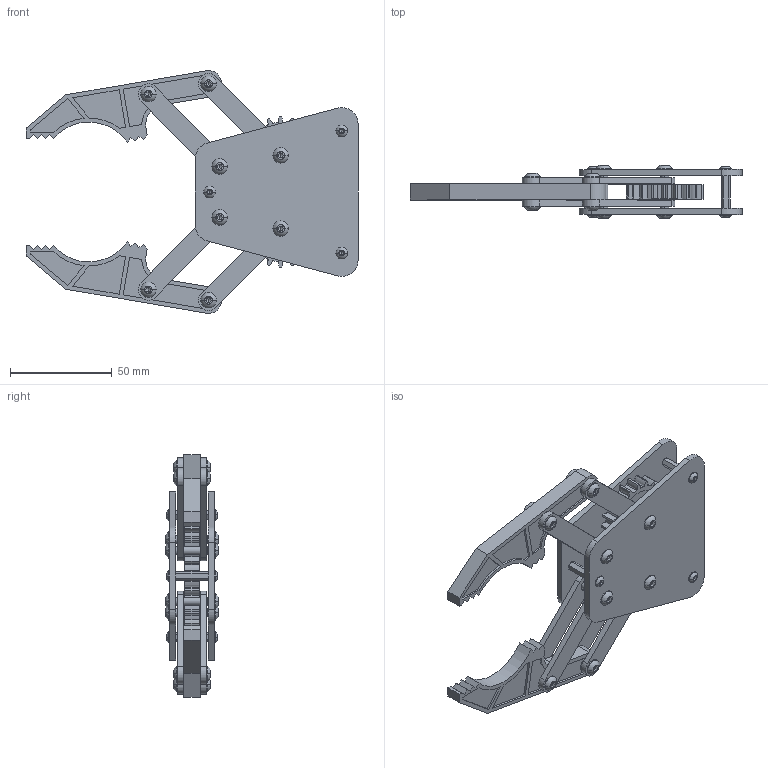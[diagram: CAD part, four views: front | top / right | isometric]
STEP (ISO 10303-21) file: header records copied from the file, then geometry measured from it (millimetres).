
FILE_DESCRIPTION (( 'STEP AP214' ), '1' );
FILE_NAME ('ARM ROBOTIC.STEP', '2016-03-04T18:18:47', ( 'Anahi' ), ( '' ), 'SwSTEP 2.0', 'SolidWorks 2011', '' );
FILE_SCHEMA (( 'AUTOMOTIVE_DESIGN' ));
Length unit declared in the file: millimetre
Products named in the file (9): socket button head cap screw_am_B18.3.4M - 3 x 0.5 x 3 SBHCS --N; socket button head cap screw_am_B18.3.4M - 4 x 0.7 x 4 SBHCS --N; socket button head cap screw_am_B18.3.4M - 4 x 0.7 x 8 SBHCS --N; socket button head cap screw_am_B18.3.4M - 4 x 0.7 x 20 SBHCS --N; GRIP; PCS1; PLASTIC GEAR; BASE; ARM ROBOTIC
Assembly tree (35 placements, depth 2):
  ARM ROBOTIC
    socket button head cap screw_am_B18.3.4M - 4 x 0.7 x 4 SBHCS --N  x8
    socket button head cap screw_am_B18.3.4M - 3 x 0.5 x 3 SBHCS --N  x6
    BASE
    socket button head cap screw_am_B18.3.4M - 4 x 0.7 x 8 SBHCS --N  x4
    socket button head cap screw_am_B18.3.4M - 4 x 0.7 x 20 SBHCS --N  x4
    PCS1  x8
    PLASTIC GEAR  x2
    GRIP  x2
Bounding box: 163.22 x 26.4 x 119.42 mm (x, y, z)
Volume: 78649.6 mm3; surface area: 58825.4 mm2
Topology: 39 solids, 39 shells, 1092 faces, 2640 edges, 1650 vertices
Faces by surface type: plane 520, cylinder 316, cone 88, bspline 80, torus 44, sphere 44
Entity records: 15298 total; most frequent: CARTESIAN_POINT 5474, DIRECTION 1894, ORIENTED_EDGE 1832, EDGE_CURVE 916, AXIS2_PLACEMENT_3D 696, VERTEX_POINT 596, VECTOR 502, LINE 502
